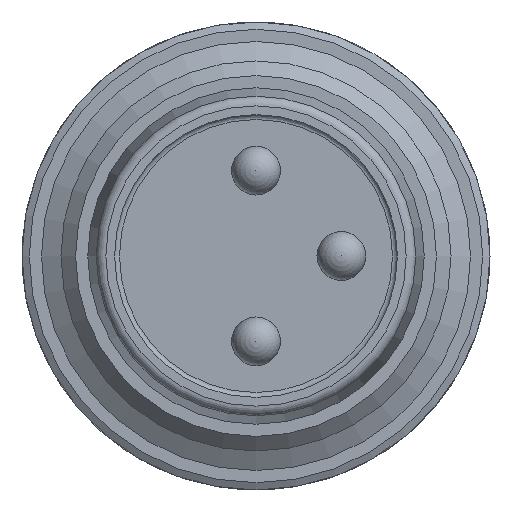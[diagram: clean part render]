
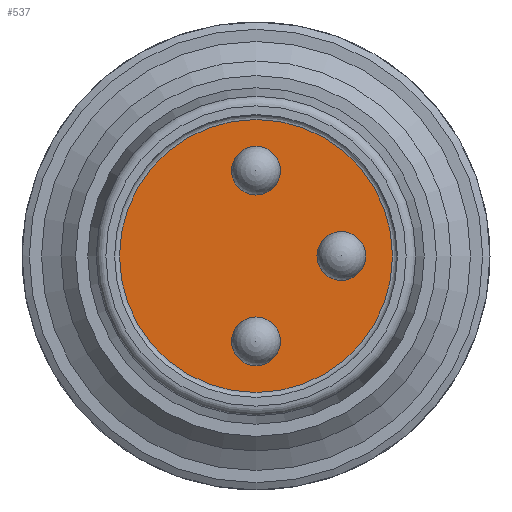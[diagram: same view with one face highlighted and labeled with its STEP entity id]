
A CAD part, front view. The second image highlights one B-rep face of the part: STEP entity #537.
In plain terms, the highlighted planar face has unit normal (0, -1, 0).
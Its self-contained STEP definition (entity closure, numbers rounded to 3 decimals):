
#385=PLANE('',#2054);
#537=ADVANCED_FACE('',(#712,#713,#714,#715),#385,.T.);
#712=FACE_BOUND('',#801,.T.);
#713=FACE_BOUND('',#802,.T.);
#714=FACE_BOUND('',#803,.T.);
#715=FACE_BOUND('',#804,.T.);
#801=EDGE_LOOP('',(#975));
#802=EDGE_LOOP('',(#976));
#803=EDGE_LOOP('',(#977));
#804=EDGE_LOOP('',(#978));
#975=ORIENTED_EDGE('',*,*,#1680,.T.);
#976=ORIENTED_EDGE('',*,*,#1681,.T.);
#977=ORIENTED_EDGE('',*,*,#1679,.T.);
#978=ORIENTED_EDGE('',*,*,#1678,.T.);
#1491=VERTEX_POINT('',#2841);
#1492=VERTEX_POINT('',#2844);
#1493=VERTEX_POINT('',#2847);
#1494=VERTEX_POINT('',#2850);
#1678=EDGE_CURVE('',#1491,#1491,#1939,.T.);
#1679=EDGE_CURVE('',#1492,#1492,#1940,.T.);
#1680=EDGE_CURVE('',#1493,#1493,#1941,.T.);
#1681=EDGE_CURVE('',#1494,#1494,#1942,.T.);
#1939=CIRCLE('',#2047,0.5);
#1940=CIRCLE('',#2049,0.5);
#1941=CIRCLE('',#2051,0.5);
#1942=CIRCLE('',#2053,2.8);
#2047=AXIS2_PLACEMENT_3D('',#2840,#2285,#2286);
#2049=AXIS2_PLACEMENT_3D('',#2843,#2289,#2290);
#2051=AXIS2_PLACEMENT_3D('',#2846,#2293,#2294);
#2053=AXIS2_PLACEMENT_3D('',#2849,#2297,#2298);
#2054=AXIS2_PLACEMENT_3D('',#2851,#2299,#2300);
#2285=DIRECTION('',(0.,1.,0.));
#2286=DIRECTION('',(0.,0.,1.));
#2289=DIRECTION('',(0.,1.,0.));
#2290=DIRECTION('',(0.,0.,1.));
#2293=DIRECTION('',(0.,1.,0.));
#2294=DIRECTION('',(0.,0.,1.));
#2297=DIRECTION('',(0.,-1.,0.));
#2298=DIRECTION('',(0.,0.,1.));
#2299=DIRECTION('',(0.,-1.,0.));
#2300=DIRECTION('',(0.,0.,-1.));
#2840=CARTESIAN_POINT('',(50.,17.45,21.6));
#2841=CARTESIAN_POINT('',(50.,17.45,22.1));
#2843=CARTESIAN_POINT('',(50.,17.45,25.1));
#2844=CARTESIAN_POINT('',(50.,17.45,25.6));
#2846=CARTESIAN_POINT('',(51.75,17.45,23.35));
#2847=CARTESIAN_POINT('',(51.75,17.45,23.85));
#2849=CARTESIAN_POINT('',(50.,17.45,23.35));
#2850=CARTESIAN_POINT('',(50.,17.45,26.15));
#2851=CARTESIAN_POINT('',(50.,17.45,20.45));
